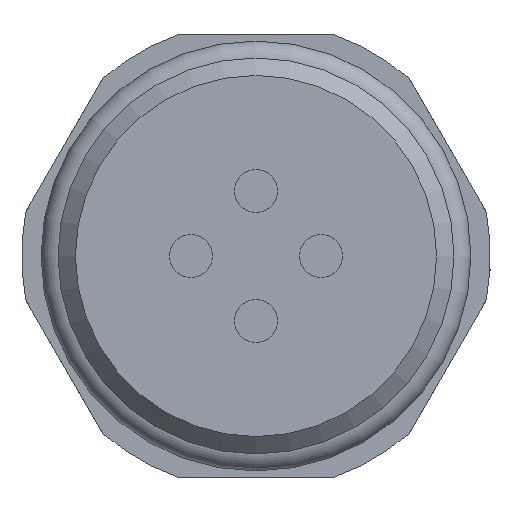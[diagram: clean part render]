
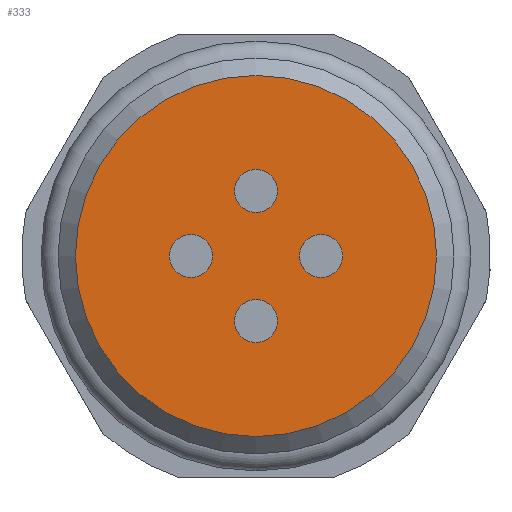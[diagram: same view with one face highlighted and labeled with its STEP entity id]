
A CAD part, front view. The second image highlights one B-rep face of the part: STEP entity #333.
In plain terms, the highlighted planar face has unit normal (0, -1, 0).
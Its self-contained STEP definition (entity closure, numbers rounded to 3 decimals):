
#58=PLANE('',#1686);
#333=ADVANCED_FACE('',(#496,#497,#498,#499,#500),#58,.T.);
#496=FACE_BOUND('',#616,.T.);
#497=FACE_BOUND('',#617,.T.);
#498=FACE_BOUND('',#618,.T.);
#499=FACE_BOUND('',#619,.T.);
#500=FACE_BOUND('',#620,.T.);
#616=EDGE_LOOP('',(#844));
#617=EDGE_LOOP('',(#845));
#618=EDGE_LOOP('',(#846));
#619=EDGE_LOOP('',(#847));
#620=EDGE_LOOP('',(#848));
#844=ORIENTED_EDGE('',*,*,#1361,.T.);
#845=ORIENTED_EDGE('',*,*,#1362,.T.);
#846=ORIENTED_EDGE('',*,*,#1363,.T.);
#847=ORIENTED_EDGE('',*,*,#1364,.T.);
#848=ORIENTED_EDGE('',*,*,#1365,.T.);
#1196=VERTEX_POINT('',#2635);
#1197=VERTEX_POINT('',#2637);
#1198=VERTEX_POINT('',#2639);
#1199=VERTEX_POINT('',#2641);
#1200=VERTEX_POINT('',#2643);
#1361=EDGE_CURVE('',#1196,#1196,#1540,.T.);
#1362=EDGE_CURVE('',#1197,#1197,#1541,.T.);
#1363=EDGE_CURVE('',#1198,#1198,#1542,.T.);
#1364=EDGE_CURVE('',#1199,#1199,#1543,.T.);
#1365=EDGE_CURVE('',#1200,#1200,#1544,.T.);
#1540=CIRCLE('',#1681,0.825);
#1541=CIRCLE('',#1682,0.825);
#1542=CIRCLE('',#1683,0.825);
#1543=CIRCLE('',#1684,0.825);
#1544=CIRCLE('',#1685,6.93);
#1681=AXIS2_PLACEMENT_3D('',#2634,#1974,#1975);
#1682=AXIS2_PLACEMENT_3D('',#2636,#1976,#1977);
#1683=AXIS2_PLACEMENT_3D('',#2638,#1978,#1979);
#1684=AXIS2_PLACEMENT_3D('',#2640,#1980,#1981);
#1685=AXIS2_PLACEMENT_3D('',#2642,#1982,#1983);
#1686=AXIS2_PLACEMENT_3D('',#2644,#1984,#1985);
#1974=DIRECTION('',(0.,1.,0.));
#1975=DIRECTION('',(0.,0.,1.));
#1976=DIRECTION('',(0.,1.,0.));
#1977=DIRECTION('',(0.,0.,1.));
#1978=DIRECTION('',(0.,1.,0.));
#1979=DIRECTION('',(0.,0.,1.));
#1980=DIRECTION('',(0.,1.,0.));
#1981=DIRECTION('',(0.,0.,1.));
#1982=DIRECTION('',(0.,-1.,0.));
#1983=DIRECTION('',(0.,0.,-1.));
#1984=DIRECTION('',(0.,-1.,0.));
#1985=DIRECTION('',(0.,0.,1.));
#2634=CARTESIAN_POINT('',(47.5,50.,0.));
#2635=CARTESIAN_POINT('',(47.5,50.,0.825));
#2636=CARTESIAN_POINT('',(50.,50.,-2.5));
#2637=CARTESIAN_POINT('',(50.,50.,-1.675));
#2638=CARTESIAN_POINT('',(52.5,50.,0.));
#2639=CARTESIAN_POINT('',(52.5,50.,0.825));
#2640=CARTESIAN_POINT('',(50.,50.,2.5));
#2641=CARTESIAN_POINT('',(50.,50.,3.325));
#2642=CARTESIAN_POINT('',(50.,50.,0.));
#2643=CARTESIAN_POINT('',(50.,50.,-6.93));
#2644=CARTESIAN_POINT('',(55.,50.,0.));
